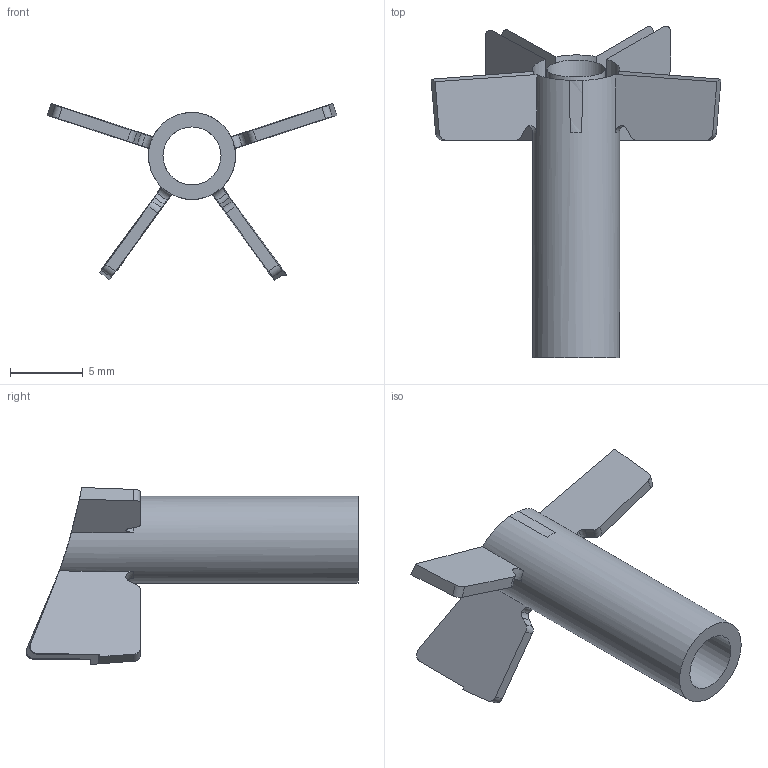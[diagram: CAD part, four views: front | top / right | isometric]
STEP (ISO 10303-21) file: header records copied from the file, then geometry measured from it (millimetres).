
FILE_DESCRIPTION(('Open CASCADE Model'),'2;1');
FILE_NAME('Open CASCADE Shape Model','2025-10-21T21:37:34',('Author'),( 'Open CASCADE'),'Open CASCADE STEP processor 7.7','Open CASCADE 7.7' ,'Unknown');
FILE_SCHEMA(('AUTOMOTIVE_DESIGN { 1 0 10303 214 1 1 1 1 }'));
Length unit declared in the file: millimetre
Products named in the file (41): Open CASCADE STEP translator 7.7 11; Open CASCADE STEP translator 7.7 11.1; Open CASCADE STEP translator 7.7 11.2; Open CASCADE STEP translator 7.7 11.3; Open CASCADE STEP translator 7.7 11.4; Open CASCADE STEP translator 7.7 11.5; Open CASCADE STEP translator 7.7 11.6; Open CASCADE STEP translator 7.7 11.7; Open CASCADE STEP translator 7.7 11.8; Open CASCADE STEP translator 7.7 11.9; Open CASCADE STEP translator 7.7 11.10; Open CASCADE STEP translator 7.7 11.11; Open CASCADE STEP translator 7.7 11.12; Open CASCADE STEP translator 7.7 11.13; Open CASCADE STEP translator 7.7 11.14; Open CASCADE STEP translator 7.7 11.15; Open CASCADE STEP translator 7.7 11.16; Open CASCADE STEP translator 7.7 11.17; Open CASCADE STEP translator 7.7 11.18; Open CASCADE STEP translator 7.7 11.19; Open CASCADE STEP translator 7.7 11.20; Open CASCADE STEP translator 7.7 11.21; Open CASCADE STEP translator 7.7 11.22; Open CASCADE STEP translator 7.7 11.23; Open CASCADE STEP translator 7.7 11.24; Open CASCADE STEP translator 7.7 11.25; Open CASCADE STEP translator 7.7 11.26; Open CASCADE STEP translator 7.7 11.27; Open CASCADE STEP translator 7.7 11.28; Open CASCADE STEP translator 7.7 11.29; Open CASCADE STEP translator 7.7 11.30; Open CASCADE STEP translator 7.7 11.31; Open CASCADE STEP translator 7.7 11.32; Open CASCADE STEP translator 7.7 11.33; Open CASCADE STEP translator 7.7 11.34; Open CASCADE STEP translator 7.7 11.35; Open CASCADE STEP translator 7.7 11.36; Open CASCADE STEP translator 7.7 11.37; Open CASCADE STEP translator 7.7 11.38; Open CASCADE STEP translator 7.7 11.39 ...
Assembly tree (40 placements, depth 2):
  Open CASCADE STEP translator 7.7 11
    Open CASCADE STEP translator 7.7 11.1
    Open CASCADE STEP translator 7.7 11.2
    Open CASCADE STEP translator 7.7 11.3
    Open CASCADE STEP translator 7.7 11.4
    Open CASCADE STEP translator 7.7 11.5
    Open CASCADE STEP translator 7.7 11.6
    Open CASCADE STEP translator 7.7 11.7
    Open CASCADE STEP translator 7.7 11.8
    Open CASCADE STEP translator 7.7 11.9
    Open CASCADE STEP translator 7.7 11.10
    Open CASCADE STEP translator 7.7 11.11
    Open CASCADE STEP translator 7.7 11.12
    Open CASCADE STEP translator 7.7 11.13
    Open CASCADE STEP translator 7.7 11.14
    Open CASCADE STEP translator 7.7 11.15
    Open CASCADE STEP translator 7.7 11.16
    Open CASCADE STEP translator 7.7 11.17
    Open CASCADE STEP translator 7.7 11.18
    Open CASCADE STEP translator 7.7 11.19
    Open CASCADE STEP translator 7.7 11.20
    Open CASCADE STEP translator 7.7 11.21
    Open CASCADE STEP translator 7.7 11.22
    Open CASCADE STEP translator 7.7 11.23
    Open CASCADE STEP translator 7.7 11.24
    Open CASCADE STEP translator 7.7 11.25
    Open CASCADE STEP translator 7.7 11.26
    Open CASCADE STEP translator 7.7 11.27
    Open CASCADE STEP translator 7.7 11.28
    Open CASCADE STEP translator 7.7 11.29
    Open CASCADE STEP translator 7.7 11.30
    Open CASCADE STEP translator 7.7 11.31
    Open CASCADE STEP translator 7.7 11.32
    Open CASCADE STEP translator 7.7 11.33
    Open CASCADE STEP translator 7.7 11.34
    Open CASCADE STEP translator 7.7 11.35
    Open CASCADE STEP translator 7.7 11.36
    Open CASCADE STEP translator 7.7 11.37
    Open CASCADE STEP translator 7.7 11.38
    Open CASCADE STEP translator 7.7 11.39
    Open CASCADE STEP translator 7.7 11.40
Bounding box: 19.98 x 22.88 x 12.19 mm (x, y, z)
Surface area: 971.3 mm2 (no closed solid volume)
Topology: 0 solids, 40 shells, 40 faces, 231 edges, 229 vertices
Faces by surface type: plane 17, torus 12, cylinder 6, cone 4, bspline 1
Full cylindrical faces by diameter (mm): 4 x1, 6 x1
Entity records: 5918 total; most frequent: CARTESIAN_POINT 2447, DIRECTION 489, ORIENTED_EDGE 233, PCURVE 233, DEFINITIONAL_REPRESENTATION 233, EDGE_CURVE 231, VERTEX_POINT 229, SURFACE_CURVE 229
